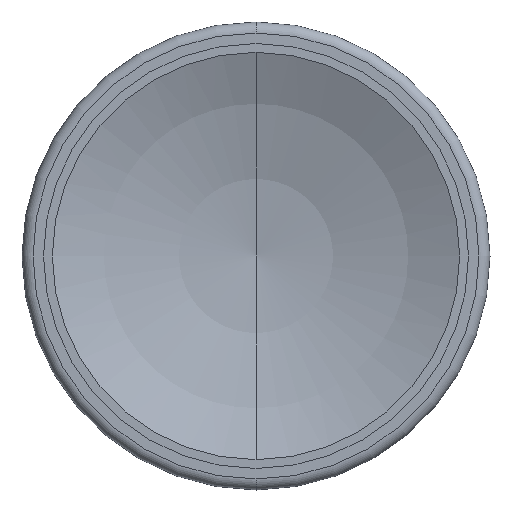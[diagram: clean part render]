
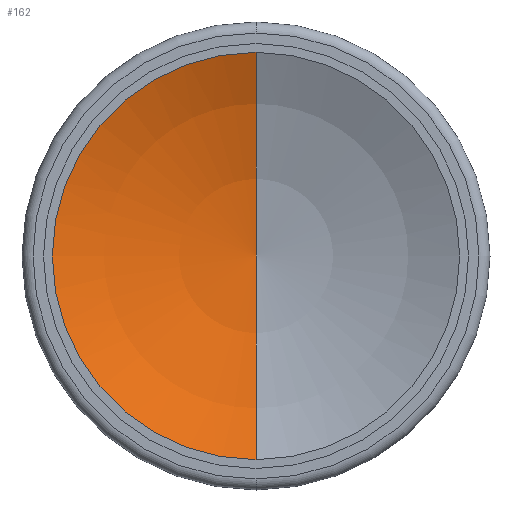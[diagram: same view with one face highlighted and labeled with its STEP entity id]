
A CAD part, front view. The second image highlights one B-rep face of the part: STEP entity #162.
In plain terms, the highlighted toroidal (fillet/blend) face has major radius 1.187 mm and minor radius 49.2 mm.
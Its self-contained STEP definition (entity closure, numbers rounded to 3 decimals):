
#24 = EDGE_LOOP ( 'NONE', ( #487, #91, #367 ) ) ;
#43 = CIRCLE ( 'NONE', #488, 49.2 ) ;
#67 = DIRECTION ( 'NONE',  ( 0., -1., 0. ) ) ;
#84 = CARTESIAN_POINT ( 'NONE',  ( 0., 15.2, 0. ) ) ;
#91 = ORIENTED_EDGE ( 'NONE', *, *, #593, .T. ) ;
#101 = VERTEX_POINT ( 'NONE', #366 ) ;
#126 = EDGE_CURVE ( 'NONE', #228, #101, #372, .T. ) ;
#162 = ADVANCED_FACE ( 'NONE', ( #491 ), #392, .F. ) ;
#177 = VERTEX_POINT ( 'NONE', #84 ) ;
#217 = CARTESIAN_POINT ( 'NONE',  ( 0., -33.986, 0. ) ) ;
#222 = DIRECTION ( 'NONE',  ( 0., -1., 0. ) ) ;
#225 = CIRCLE ( 'NONE', #284, 49.2 ) ;
#228 = VERTEX_POINT ( 'NONE', #518 ) ;
#259 = DIRECTION ( 'NONE',  ( 0., 0., -1. ) ) ;
#284 = AXIS2_PLACEMENT_3D ( 'NONE', #305, #459, #303 ) ;
#303 = DIRECTION ( 'NONE',  ( 0., 0., 1. ) ) ;
#305 = CARTESIAN_POINT ( 'NONE',  ( 0., -33.986, 1.187 ) ) ;
#366 = CARTESIAN_POINT ( 'NONE',  ( 0., 10.28, -20.287 ) ) ;
#367 = ORIENTED_EDGE ( 'NONE', *, *, #126, .T. ) ;
#372 = CIRCLE ( 'NONE', #382, 20.287 ) ;
#375 = EDGE_CURVE ( 'NONE', #177, #101, #225, .T. ) ;
#382 = AXIS2_PLACEMENT_3D ( 'NONE', #566, #67, #259 ) ;
#392 = TOROIDAL_SURFACE ( 'NONE', #440, -1.187, 49.2 ) ;
#440 = AXIS2_PLACEMENT_3D ( 'NONE', #217, #222, #583 ) ;
#459 = DIRECTION ( 'NONE',  ( -1., 0., 0. ) ) ;
#487 = ORIENTED_EDGE ( 'NONE', *, *, #375, .F. ) ;
#488 = AXIS2_PLACEMENT_3D ( 'NONE', #615, #576, #606 ) ;
#491 = FACE_OUTER_BOUND ( 'NONE', #24, .T. ) ;
#518 = CARTESIAN_POINT ( 'NONE',  ( 0., 10.28, 20.287 ) ) ;
#566 = CARTESIAN_POINT ( 'NONE',  ( 0., 10.28, 0. ) ) ;
#576 = DIRECTION ( 'NONE',  ( 1., 0., 0. ) ) ;
#583 = DIRECTION ( 'NONE',  ( 0., 0., -1. ) ) ;
#593 = EDGE_CURVE ( 'NONE', #177, #228, #43, .T. ) ;
#606 = DIRECTION ( 'NONE',  ( 0., 0., -1. ) ) ;
#615 = CARTESIAN_POINT ( 'NONE',  ( 0., -33.986, -1.187 ) ) ;
